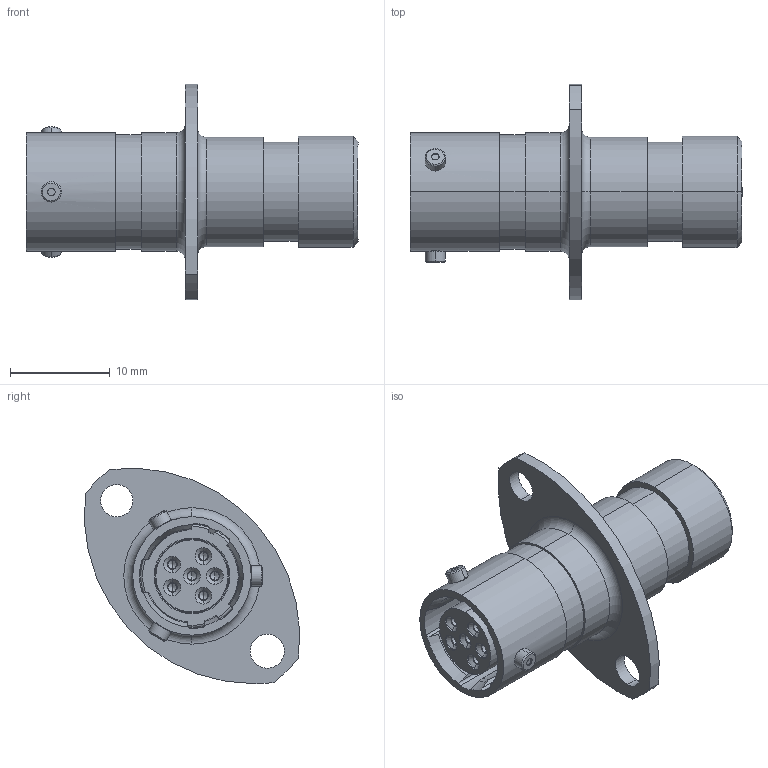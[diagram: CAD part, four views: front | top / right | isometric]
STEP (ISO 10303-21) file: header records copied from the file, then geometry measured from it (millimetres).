
FILE_DESCRIPTION (( 'STEP AP214' ), '1' );
FILE_NAME ('AS008-35SN.STEP', '2016-11-30T08:49:13', ( '' ), ( '' ), 'SwSTEP 2.0', 'SolidWorks 2014', '' );
FILE_SCHEMA (( 'AUTOMOTIVE_DESIGN' ));
Length unit declared in the file: millimetre
Products named in the file (1): AS008-35SN
Bounding box: 33.31 x 21.59 x 21.61 mm (x, y, z)
Volume: 2779.7 mm3; surface area: 4994.5 mm2
Topology: 4 solids, 6 shells, 972 faces, 2094 edges, 1195 vertices
Faces by surface type: torus 329, cylinder 295, cone 194, plane 148, sphere 6
Entity records: 37219 total; most frequent: DIRECTION 5316, CARTESIAN_POINT 4833, ORIENTED_EDGE 4152, AXIS2_PLACEMENT_3D 2364, EDGE_CURVE 2076, CIRCLE 1391, VERTEX_POINT 1195, EDGE_LOOP 1061
